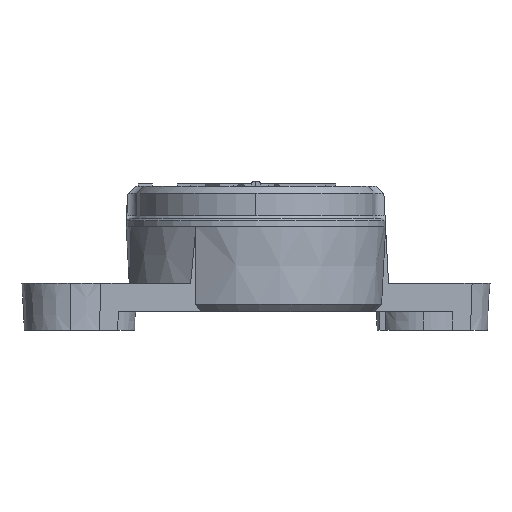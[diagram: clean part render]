
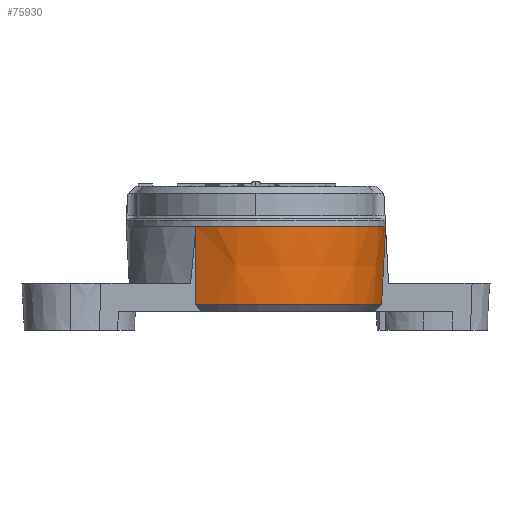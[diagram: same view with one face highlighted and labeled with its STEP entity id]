
A CAD part, left-side view. The second image highlights one B-rep face of the part: STEP entity #75930.
In plain terms, the highlighted conical face has half-angle 3 degrees and reference radius 13.786 mm.
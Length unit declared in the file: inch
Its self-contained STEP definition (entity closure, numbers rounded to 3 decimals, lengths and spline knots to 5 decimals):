
#3375 = AXIS2_PLACEMENT_3D ( 'NONE', #12711, #61863, #37392 ) ;
#8203 = EDGE_CURVE ( 'NONE', #89892, #73500, #54420, .T. ) ;
#8399 = CIRCLE ( 'NONE', #50908, 0.52582 ) ;
#10024 = DIRECTION ( 'NONE',  ( 0., 0., 1. ) ) ;
#12711 = CARTESIAN_POINT ( 'NONE',  ( 0., 0., 0.35433 ) ) ;
#12912 = B_SPLINE_CURVE_WITH_KNOTS ( 'NONE', 3,
 ( #49088, #24105, #48015, #15507 ),
 .UNSPECIFIED., .F., .F.,
 ( 4, 4 ),
 ( 0.01364, 0.02187 ),
 .UNSPECIFIED. ) ;
#15507 = CARTESIAN_POINT ( 'NONE',  ( -0.4608, 0.25328, 0.03116 ) ) ;
#17106 = CARTESIAN_POINT ( 'NONE',  ( 0., -0.54276, 0.35433 ) ) ;
#17675 = EDGE_LOOP ( 'NONE', ( #72089, #101912, #48449, #24441 ) ) ;
#23037 = DIRECTION ( 'NONE',  ( 1., 0., 0. ) ) ;
#24105 = CARTESIAN_POINT ( 'NONE',  ( -0.47432, 0.25203, 0.24661 ) ) ;
#24441 = ORIENTED_EDGE ( 'NONE', *, *, #8203, .F. ) ;
#25868 = EDGE_CURVE ( 'NONE', #29084, #68021, #8399, .T. ) ;
#29084 = VERTEX_POINT ( 'NONE', #56046 ) ;
#37392 = DIRECTION ( 'NONE',  ( 1., 0., 0. ) ) ;
#48015 = CARTESIAN_POINT ( 'NONE',  ( -0.46758, 0.25267, 0.13888 ) ) ;
#48449 = ORIENTED_EDGE ( 'NONE', *, *, #52450, .F. ) ;
#49088 = CARTESIAN_POINT ( 'NONE',  ( -0.48105, 0.25135, 0.35433 ) ) ;
#50908 = AXIS2_PLACEMENT_3D ( 'NONE', #74217, #10024, #67036 ) ;
#52054 = CARTESIAN_POINT ( 'NONE',  ( -0.48105, 0.25135, 0.35433 ) ) ;
#52450 = EDGE_CURVE ( 'NONE', #73500, #68021, #82266, .T. ) ;
#53257 = EDGE_CURVE ( 'NONE', #89892, #29084, #12912, .T. ) ;
#54420 = CIRCLE ( 'NONE', #3375, 0.54276 ) ;
#55375 = AXIS2_PLACEMENT_3D ( 'NONE', #105429, #88284, #23037 ) ;
#56046 = CARTESIAN_POINT ( 'NONE',  ( -0.4608, 0.25328, 0.03116 ) ) ;
#61863 = DIRECTION ( 'NONE',  ( 0., 0., 1. ) ) ;
#67036 = DIRECTION ( 'NONE',  ( -1., 0., 0. ) ) ;
#68021 = VERTEX_POINT ( 'NONE', #85455 ) ;
#72089 = ORIENTED_EDGE ( 'NONE', *, *, #53257, .T. ) ;
#73062 = DIRECTION ( 'NONE',  ( 0., 0.052, -0.999 ) ) ;
#73500 = VERTEX_POINT ( 'NONE', #100975 ) ;
#74217 = CARTESIAN_POINT ( 'NONE',  ( 0., 0., 0.03116 ) ) ;
#75930 = ADVANCED_FACE ( 'NONE', ( #105537 ), #95267, .T. ) ;
#82266 = LINE ( 'NONE', #17106, #100155 ) ;
#85455 = CARTESIAN_POINT ( 'NONE',  ( 0., -0.52582, 0.03116 ) ) ;
#88284 = DIRECTION ( 'NONE',  ( 0., 0., 1. ) ) ;
#89892 = VERTEX_POINT ( 'NONE', #52054 ) ;
#95267 = CONICAL_SURFACE ( 'NONE', #55375, 0.54276, 0.052 ) ;
#100155 = VECTOR ( 'NONE', #73062, 39.37008 ) ;
#100975 = CARTESIAN_POINT ( 'NONE',  ( 0., -0.54276, 0.35433 ) ) ;
#101912 = ORIENTED_EDGE ( 'NONE', *, *, #25868, .T. ) ;
#105429 = CARTESIAN_POINT ( 'NONE',  ( 0., 0., 0.35433 ) ) ;
#105537 = FACE_OUTER_BOUND ( 'NONE', #17675, .T. ) ;
